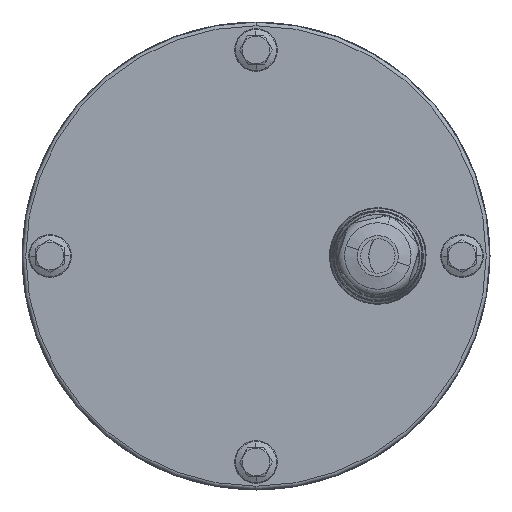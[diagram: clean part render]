
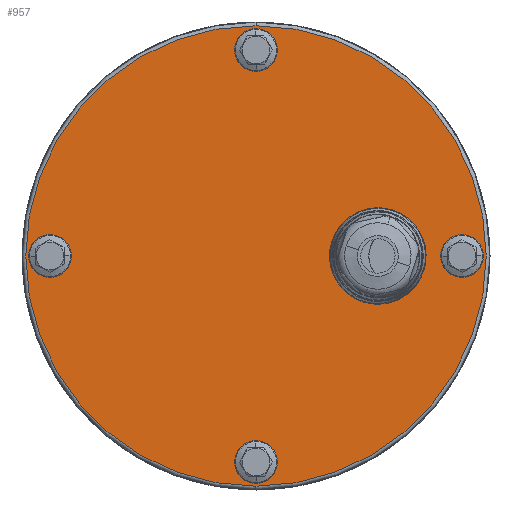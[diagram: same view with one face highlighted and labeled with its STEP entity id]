
A CAD part, left-side view. The second image highlights one B-rep face of the part: STEP entity #957.
In plain terms, the highlighted planar face has unit normal (-1, 0, 0).
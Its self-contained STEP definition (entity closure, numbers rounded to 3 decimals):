
#957=ADVANCED_FACE('',(#2349,#2350,#2351,#2352,#2353,#2354),#2355,.F.);
#2349=FACE_OUTER_BOUND('',#7724,.T.);
#2350=FACE_BOUND('',#7725,.T.);
#2351=FACE_BOUND('',#7726,.T.);
#2352=FACE_BOUND('',#7727,.T.);
#2353=FACE_BOUND('',#7728,.T.);
#2354=FACE_BOUND('',#7729,.T.);
#2355=PLANE('',#7730);
#7724=EDGE_LOOP('',(#13060,#13061));
#7725=EDGE_LOOP('',(#13062,#13063));
#7726=EDGE_LOOP('',(#13064,#13065));
#7727=EDGE_LOOP('',(#13066,#13067));
#7728=EDGE_LOOP('',(#13068,#13069));
#7729=EDGE_LOOP('',(#13070,#13071));
#7730=AXIS2_PLACEMENT_3D('',#13072,#13073,#13074);
#13060=ORIENTED_EDGE('',*,*,#16022,.T.);
#13061=ORIENTED_EDGE('',*,*,#16023,.T.);
#13062=ORIENTED_EDGE('',*,*,#16024,.F.);
#13063=ORIENTED_EDGE('',*,*,#16025,.F.);
#13064=ORIENTED_EDGE('',*,*,#16026,.F.);
#13065=ORIENTED_EDGE('',*,*,#16027,.F.);
#13066=ORIENTED_EDGE('',*,*,#16028,.F.);
#13067=ORIENTED_EDGE('',*,*,#16029,.F.);
#13068=ORIENTED_EDGE('',*,*,#16030,.F.);
#13069=ORIENTED_EDGE('',*,*,#16031,.F.);
#13070=ORIENTED_EDGE('',*,*,#16032,.T.);
#13071=ORIENTED_EDGE('',*,*,#16033,.T.);
#13072=CARTESIAN_POINT('',(-104.0,0.,0.));
#13073=DIRECTION('',(1.0,0.,0.));
#13074=DIRECTION('',(0.,1.0,0.));
#16022=EDGE_CURVE('',#18588,#18589,#18590,.T.);
#16023=EDGE_CURVE('',#18589,#18588,#18591,.T.);
#16024=EDGE_CURVE('',#18592,#18593,#18594,.T.);
#16025=EDGE_CURVE('',#18593,#18592,#18595,.T.);
#16026=EDGE_CURVE('',#18596,#18597,#18598,.T.);
#16027=EDGE_CURVE('',#18597,#18596,#18599,.T.);
#16028=EDGE_CURVE('',#18600,#18601,#18602,.T.);
#16029=EDGE_CURVE('',#18601,#18600,#18603,.T.);
#16030=EDGE_CURVE('',#18604,#18605,#18606,.T.);
#16031=EDGE_CURVE('',#18605,#18604,#18607,.T.);
#16032=EDGE_CURVE('',#18608,#18609,#18610,.T.);
#16033=EDGE_CURVE('',#18609,#18608,#18611,.T.);
#18588=VERTEX_POINT('',#25398);
#18589=VERTEX_POINT('',#25399);
#18590=CIRCLE('',#25400,64.25);
#18591=CIRCLE('',#25401,64.25);
#18592=VERTEX_POINT('',#25402);
#18593=VERTEX_POINT('',#25403);
#18594=CIRCLE('',#25404,4.75);
#18595=CIRCLE('',#25405,4.75);
#18596=VERTEX_POINT('',#25406);
#18597=VERTEX_POINT('',#25407);
#18598=CIRCLE('',#25408,4.75);
#18599=CIRCLE('',#25409,4.75);
#18600=VERTEX_POINT('',#25410);
#18601=VERTEX_POINT('',#25411);
#18602=CIRCLE('',#25412,4.75);
#18603=CIRCLE('',#25413,4.75);
#18604=VERTEX_POINT('',#25414);
#18605=VERTEX_POINT('',#25415);
#18606=CIRCLE('',#25416,4.75);
#18607=CIRCLE('',#25417,4.75);
#18608=VERTEX_POINT('',#25418);
#18609=VERTEX_POINT('',#25419);
#18610=CIRCLE('',#25420,7.45);
#18611=CIRCLE('',#25421,7.45);
#25398=CARTESIAN_POINT('',(-104.0,0.0,-64.25));
#25399=CARTESIAN_POINT('',(-104.0,0.,64.25));
#25400=AXIS2_PLACEMENT_3D('',#29342,#29343,#29344);
#25401=AXIS2_PLACEMENT_3D('',#29345,#29346,#29347);
#25402=CARTESIAN_POINT('',(-104.0,0.,-52.75));
#25403=CARTESIAN_POINT('',(-104.0,0.,-62.25));
#25404=AXIS2_PLACEMENT_3D('',#29348,#29349,#29350);
#25405=AXIS2_PLACEMENT_3D('',#29351,#29352,#29353);
#25406=CARTESIAN_POINT('',(-104.0,-57.5,4.75));
#25407=CARTESIAN_POINT('',(-104.0,-57.5,-4.75));
#25408=AXIS2_PLACEMENT_3D('',#29354,#29355,#29356);
#25409=AXIS2_PLACEMENT_3D('',#29357,#29358,#29359);
#25410=CARTESIAN_POINT('',(-104.0,0.,62.25));
#25411=CARTESIAN_POINT('',(-104.0,0.,52.75));
#25412=AXIS2_PLACEMENT_3D('',#29360,#29361,#29362);
#25413=AXIS2_PLACEMENT_3D('',#29363,#29364,#29365);
#25414=CARTESIAN_POINT('',(-104.0,57.5,4.75));
#25415=CARTESIAN_POINT('',(-104.0,57.5,-4.75));
#25416=AXIS2_PLACEMENT_3D('',#29366,#29367,#29368);
#25417=AXIS2_PLACEMENT_3D('',#29369,#29370,#29371);
#25418=CARTESIAN_POINT('',(-104.0,-34.0,7.45));
#25419=CARTESIAN_POINT('',(-104.0,-34.0,-7.45));
#25420=AXIS2_PLACEMENT_3D('',#29372,#29373,#29374);
#25421=AXIS2_PLACEMENT_3D('',#29375,#29376,#29377);
#29342=CARTESIAN_POINT('',(-104.0,0.,0.0));
#29343=DIRECTION('',(-1.0,0.,0.));
#29344=DIRECTION('',(0.,0.,-1.0));
#29345=CARTESIAN_POINT('',(-104.0,0.,0.0));
#29346=DIRECTION('',(-1.0,0.,0.));
#29347=DIRECTION('',(0.,0.,-1.0));
#29348=CARTESIAN_POINT('',(-104.0,0.,-57.5));
#29349=DIRECTION('',(-1.0,0.,0.));
#29350=DIRECTION('',(0.,1.0,0.));
#29351=CARTESIAN_POINT('',(-104.0,0.,-57.5));
#29352=DIRECTION('',(-1.0,0.,0.));
#29353=DIRECTION('',(0.,1.0,0.));
#29354=CARTESIAN_POINT('',(-104.0,-57.5,0.));
#29355=DIRECTION('',(-1.0,0.,-0.0));
#29356=DIRECTION('',(0.0,0.0,-1.0));
#29357=CARTESIAN_POINT('',(-104.0,-57.5,0.));
#29358=DIRECTION('',(-1.0,0.,-0.0));
#29359=DIRECTION('',(0.0,0.0,-1.0));
#29360=CARTESIAN_POINT('',(-104.0,0.,57.5));
#29361=DIRECTION('',(-1.0,0.,0.));
#29362=DIRECTION('',(0.0,-1.0,0.));
#29363=CARTESIAN_POINT('',(-104.0,0.,57.5));
#29364=DIRECTION('',(-1.0,0.,0.));
#29365=DIRECTION('',(0.0,-1.0,0.));
#29366=CARTESIAN_POINT('',(-104.0,57.5,0.));
#29367=DIRECTION('',(-1.0,0.,0.0));
#29368=DIRECTION('',(0.0,0.0,1.0));
#29369=CARTESIAN_POINT('',(-104.0,57.5,0.));
#29370=DIRECTION('',(-1.0,0.,0.0));
#29371=DIRECTION('',(0.0,0.0,1.0));
#29372=CARTESIAN_POINT('',(-104.0,-34.0,0.));
#29373=DIRECTION('',(1.0,0.,0.0));
#29374=DIRECTION('',(0.0,0.0,-1.0));
#29375=CARTESIAN_POINT('',(-104.0,-34.0,0.));
#29376=DIRECTION('',(1.0,0.,0.0));
#29377=DIRECTION('',(0.0,0.0,-1.0));
